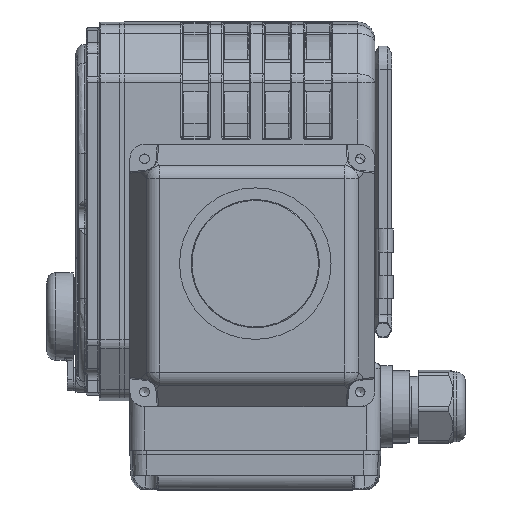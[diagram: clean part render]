
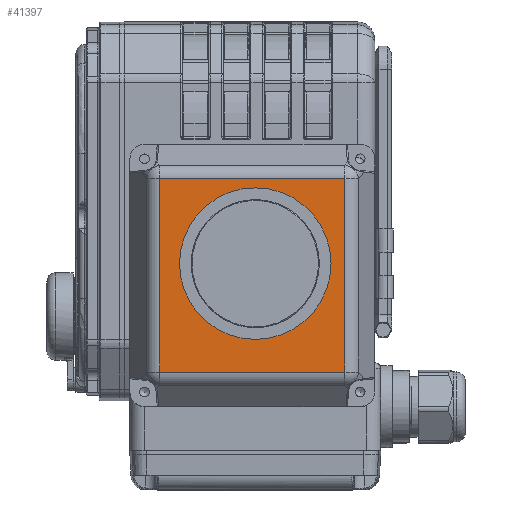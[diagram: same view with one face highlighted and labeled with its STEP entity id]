
A CAD part, top view. The second image highlights one B-rep face of the part: STEP entity #41397.
In plain terms, the highlighted face is planar.
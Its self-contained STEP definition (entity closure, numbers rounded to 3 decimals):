
#3578=CIRCLE('',#46086,26.);
#11692=ORIENTED_EDGE('',*,*,#20341,.F.);
#11693=ORIENTED_EDGE('',*,*,#20314,.T.);
#11694=ORIENTED_EDGE('',*,*,#20326,.T.);
#11695=ORIENTED_EDGE('',*,*,#20328,.F.);
#11696=ORIENTED_EDGE('',*,*,#20325,.F.);
#20314=EDGE_CURVE('',#25166,#25171,#28778,.T.);
#20325=EDGE_CURVE('',#25166,#25163,#28789,.T.);
#20326=EDGE_CURVE('',#25171,#25162,#28790,.T.);
#20328=EDGE_CURVE('',#25163,#25162,#28792,.T.);
#20341=EDGE_CURVE('',#25189,#25189,#3578,.T.);
#25162=VERTEX_POINT('',#75381);
#25163=VERTEX_POINT('',#75385);
#25166=VERTEX_POINT('',#75395);
#25171=VERTEX_POINT('',#75411);
#25189=VERTEX_POINT('',#75515);
#28778=LINE('',#75462,#31858);
#28789=LINE('',#75482,#31869);
#28790=LINE('',#75484,#31870);
#28792=LINE('',#75487,#31872);
#31858=VECTOR('',#54839,1000.);
#31869=VECTOR('',#54860,1000.);
#31870=VECTOR('',#54863,1000.);
#31872=VECTOR('',#54867,1000.);
#34656=EDGE_LOOP('',(#11692));
#34657=EDGE_LOOP('',(#11693,#11694,#11695,#11696));
#37637=FACE_BOUND('',#34656,.T.);
#37638=FACE_BOUND('',#34657,.T.);
#39600=PLANE('',#46085);
#41397=ADVANCED_FACE('',(#37637,#37638),#39600,.F.);
#46085=AXIS2_PLACEMENT_3D('',#75513,#54902,#54903);
#46086=AXIS2_PLACEMENT_3D('',#75514,#54904,#54905);
#54839=DIRECTION('',(0.,0.,-1.));
#54860=DIRECTION('',(-1.,0.,0.));
#54863=DIRECTION('',(-1.,0.,0.));
#54867=DIRECTION('',(0.,0.,-1.));
#54902=DIRECTION('',(0.,-1.,0.));
#54903=DIRECTION('',(0.,0.,-1.));
#54904=DIRECTION('',(0.,1.,0.));
#54905=DIRECTION('',(0.,0.,-1.));
#75381=CARTESIAN_POINT('',(-33.188,25.5,-31.766));
#75385=CARTESIAN_POINT('',(-33.188,25.5,31.766));
#75395=CARTESIAN_POINT('',(33.188,25.5,31.766));
#75411=CARTESIAN_POINT('',(33.188,25.5,-31.766));
#75462=CARTESIAN_POINT('',(33.188,25.5,60.));
#75482=CARTESIAN_POINT('',(60.,25.5,31.766));
#75484=CARTESIAN_POINT('',(60.,25.5,-31.766));
#75487=CARTESIAN_POINT('',(-33.188,25.5,60.));
#75513=CARTESIAN_POINT('',(60.,25.5,-31.766));
#75514=CARTESIAN_POINT('',(-4.,25.5,-1.));
#75515=CARTESIAN_POINT('',(-4.,25.5,-27.));
